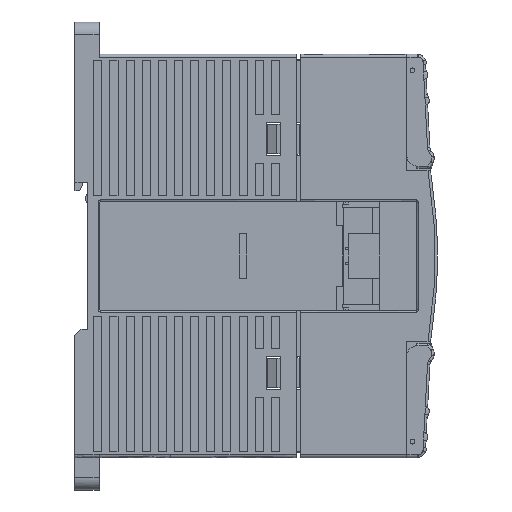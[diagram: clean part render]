
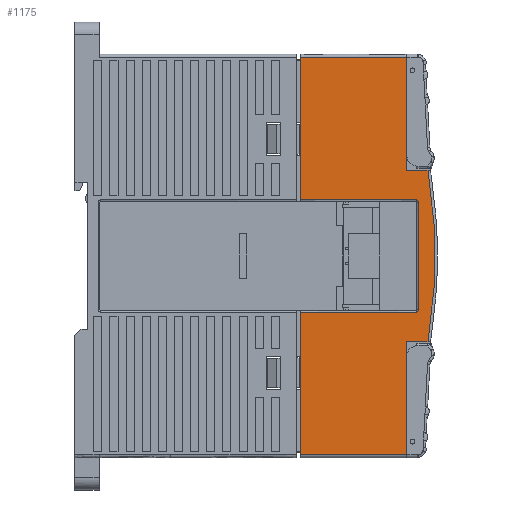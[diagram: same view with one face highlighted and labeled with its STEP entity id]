
A CAD part, left-side view. The second image highlights one B-rep face of the part: STEP entity #1175.
In plain terms, the highlighted planar face has unit normal (-1, 0, 0).
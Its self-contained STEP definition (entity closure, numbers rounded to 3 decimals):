
#1175=ADVANCED_FACE('',(#3102),#29510,.T.);
#3102=FACE_OUTER_BOUND('',#4963,.T.);
#4963=EDGE_LOOP('',(#12254,#12255,#12256,#12257,#12258,#12259,#12260,#12261,
#12262,#12263,#12264,#12265,#12266,#12267));
#12254=ORIENTED_EDGE('',*,*,#18637,.F.);
#12255=ORIENTED_EDGE('',*,*,#18632,.F.);
#12256=ORIENTED_EDGE('',*,*,#18628,.F.);
#12257=ORIENTED_EDGE('',*,*,#18639,.F.);
#12258=ORIENTED_EDGE('',*,*,#18644,.T.);
#12259=ORIENTED_EDGE('',*,*,#19059,.T.);
#12260=ORIENTED_EDGE('',*,*,#18645,.T.);
#12261=ORIENTED_EDGE('',*,*,#19369,.T.);
#12262=ORIENTED_EDGE('',*,*,#18646,.T.);
#12263=ORIENTED_EDGE('',*,*,#19489,.T.);
#12264=ORIENTED_EDGE('',*,*,#18647,.T.);
#12265=ORIENTED_EDGE('',*,*,#18648,.T.);
#12266=ORIENTED_EDGE('',*,*,#18649,.T.);
#12267=ORIENTED_EDGE('',*,*,#18640,.F.);
#18628=EDGE_CURVE('',#27257,#27258,#20416,.T.);
#18632=EDGE_CURVE('',#27258,#27260,#20420,.T.);
#18637=EDGE_CURVE('',#27260,#27262,#20425,.T.);
#18639=EDGE_CURVE('',#27263,#27257,#20427,.T.);
#18640=EDGE_CURVE('',#27262,#27264,#20428,.T.);
#18644=EDGE_CURVE('',#27263,#27265,#23825,.T.);
#18645=EDGE_CURVE('',#27266,#27267,#20432,.T.);
#18646=EDGE_CURVE('',#27268,#27269,#20433,.T.);
#18647=EDGE_CURVE('',#27270,#27271,#20434,.T.);
#18648=EDGE_CURVE('',#27271,#27272,#20435,.T.);
#18649=EDGE_CURVE('',#27272,#27264,#23826,.T.);
#19059=EDGE_CURVE('',#27265,#27266,#20503,.T.);
#19369=EDGE_CURVE('',#27267,#27268,#24432,.T.);
#19489=EDGE_CURVE('',#27269,#27270,#24537,.T.);
#20416=(
BOUNDED_CURVE()
B_SPLINE_CURVE(3,(#60151,#60152,#60153,#60154,#60155),.UNSPECIFIED.,.F.,
 .F.)
B_SPLINE_CURVE_WITH_KNOTS((4,1,4),(0.,0.47,
0.942),.UNSPECIFIED.)
CURVE()
GEOMETRIC_REPRESENTATION_ITEM()
RATIONAL_B_SPLINE_CURVE((1.,1.,1.,1.,1.))
REPRESENTATION_ITEM('')
);
#20420=(
BOUNDED_CURVE()
B_SPLINE_CURVE(3,(#60167,#60168,#60169,#60170),.UNSPECIFIED.,.F.,.F.)
B_SPLINE_CURVE_WITH_KNOTS((4,4),(0.,26.6),
 .UNSPECIFIED.)
CURVE()
GEOMETRIC_REPRESENTATION_ITEM()
RATIONAL_B_SPLINE_CURVE((1.,1.,1.,1.))
REPRESENTATION_ITEM('')
);
#20425=(
BOUNDED_CURVE()
B_SPLINE_CURVE(3,(#60186,#60187,#60188,#60189,#60190),.UNSPECIFIED.,.F.,
 .F.)
B_SPLINE_CURVE_WITH_KNOTS((4,1,4),(-0.942,-0.47,
0.),.UNSPECIFIED.)
CURVE()
GEOMETRIC_REPRESENTATION_ITEM()
RATIONAL_B_SPLINE_CURVE((1.,1.,1.,1.,1.))
REPRESENTATION_ITEM('')
);
#20427=(
BOUNDED_CURVE()
B_SPLINE_CURVE(3,(#60194,#60195,#60196,#60197),.UNSPECIFIED.,.F.,.F.)
B_SPLINE_CURVE_WITH_KNOTS((4,4),(-28.78,0.),
 .UNSPECIFIED.)
CURVE()
GEOMETRIC_REPRESENTATION_ITEM()
RATIONAL_B_SPLINE_CURVE((1.,1.,1.,1.))
REPRESENTATION_ITEM('')
);
#20428=(
BOUNDED_CURVE()
B_SPLINE_CURVE(3,(#60198,#60199,#60200,#60201),.UNSPECIFIED.,.F.,.F.)
B_SPLINE_CURVE_WITH_KNOTS((4,4),(0.,28.78),
 .UNSPECIFIED.)
CURVE()
GEOMETRIC_REPRESENTATION_ITEM()
RATIONAL_B_SPLINE_CURVE((1.,1.,1.,1.))
REPRESENTATION_ITEM('')
);
#20432=(
BOUNDED_CURVE()
B_SPLINE_CURVE(3,(#60215,#60216,#60217,#60218),.UNSPECIFIED.,.F.,.F.)
B_SPLINE_CURVE_WITH_KNOTS((4,4),(-28.03,0.),.UNSPECIFIED.)
CURVE()
GEOMETRIC_REPRESENTATION_ITEM()
RATIONAL_B_SPLINE_CURVE((1.,1.,1.,1.))
REPRESENTATION_ITEM('')
);
#20433=(
BOUNDED_CURVE()
B_SPLINE_CURVE(3,(#60219,#60220,#60221,#60222,#60223,#60224,#60225),
 .UNSPECIFIED.,.F.,.F.)
B_SPLINE_CURVE_WITH_KNOTS((4,3,4),(-48.387,-27.068,
-5.748),.UNSPECIFIED.)
CURVE()
GEOMETRIC_REPRESENTATION_ITEM()
RATIONAL_B_SPLINE_CURVE((1.,1.,1.,1.,1.,1.,1.))
REPRESENTATION_ITEM('')
);
#20434=(
BOUNDED_CURVE()
B_SPLINE_CURVE(3,(#60226,#60227,#60228,#60229),.UNSPECIFIED.,.F.,.F.)
B_SPLINE_CURVE_WITH_KNOTS((4,4),(-207.312,-179.283),
 .UNSPECIFIED.)
CURVE()
GEOMETRIC_REPRESENTATION_ITEM()
RATIONAL_B_SPLINE_CURVE((1.,1.,1.,1.))
REPRESENTATION_ITEM('')
);
#20435=(
BOUNDED_CURVE()
B_SPLINE_CURVE(3,(#60230,#60231,#60232,#60233,#60234,#60235,#60236),
 .UNSPECIFIED.,.F.,.F.)
B_SPLINE_CURVE_WITH_KNOTS((4,3,4),(-179.283,-153.696,
-152.906),.UNSPECIFIED.)
CURVE()
GEOMETRIC_REPRESENTATION_ITEM()
RATIONAL_B_SPLINE_CURVE((1.,1.,1.,1.,1.,1.,1.))
REPRESENTATION_ITEM('')
);
#20503=(
BOUNDED_CURVE()
B_SPLINE_CURVE(1,(#61297,#61298),.UNSPECIFIED.,.F.,.F.)
B_SPLINE_CURVE_WITH_KNOTS((2,2),(-29.014,-2.638),
 .UNSPECIFIED.)
CURVE()
GEOMETRIC_REPRESENTATION_ITEM()
RATIONAL_B_SPLINE_CURVE((1.,1.))
REPRESENTATION_ITEM('')
);
#23825=B_SPLINE_CURVE_WITH_KNOTS('',1,(#60213,#60214),.UNSPECIFIED.,.F.,
 .F.,(2,2),(-35.35,0.),.UNSPECIFIED.);
#23826=B_SPLINE_CURVE_WITH_KNOTS('',1,(#60237,#60238),.UNSPECIFIED.,.F.,
 .F.,(2,2),(-98.5,-63.15),.UNSPECIFIED.);
#24432=B_SPLINE_CURVE_WITH_KNOTS('',1,(#62226,#62227),.UNSPECIFIED.,.F.,
 .F.,(2,2),(-5.356,-0.005),.UNSPECIFIED.);
#24537=B_SPLINE_CURVE_WITH_KNOTS('',1,(#62550,#62551),.UNSPECIFIED.,.F.,
 .F.,(2,2),(0.918,6.27),.UNSPECIFIED.);
#27257=VERTEX_POINT('',#59129);
#27258=VERTEX_POINT('',#59130);
#27260=VERTEX_POINT('',#59132);
#27262=VERTEX_POINT('',#59134);
#27263=VERTEX_POINT('',#59135);
#27264=VERTEX_POINT('',#59136);
#27265=VERTEX_POINT('',#59137);
#27266=VERTEX_POINT('',#59138);
#27267=VERTEX_POINT('',#59139);
#27268=VERTEX_POINT('',#59140);
#27269=VERTEX_POINT('',#59141);
#27270=VERTEX_POINT('',#59142);
#27271=VERTEX_POINT('',#59143);
#27272=VERTEX_POINT('',#59144);
#29510=PLANE('',#30788);
#30788=AXIS2_PLACEMENT_3D('',#56263,#32050,$);
#32050=DIRECTION('',(-1.,0.,0.));
#56263=CARTESIAN_POINT('',(-35.383,-37.242,-51.41));
#59129=CARTESIAN_POINT('',(-35.383,-32.183,-16.059));
#59130=CARTESIAN_POINT('',(-35.383,-32.783,-15.459));
#59132=CARTESIAN_POINT('',(-35.383,-32.783,11.141));
#59134=CARTESIAN_POINT('',(-35.383,-32.183,11.741));
#59135=CARTESIAN_POINT('',(-35.383,-3.403,-16.059));
#59136=CARTESIAN_POINT('',(-35.383,-3.403,11.741));
#59137=CARTESIAN_POINT('',(-35.383,-3.403,-51.41));
#59138=CARTESIAN_POINT('',(-35.383,-29.779,-51.41));
#59139=CARTESIAN_POINT('',(-35.383,-29.779,-23.38));
#59140=CARTESIAN_POINT('',(-35.383,-35.13,-23.38));
#59141=CARTESIAN_POINT('',(-35.383,-35.13,19.061));
#59142=CARTESIAN_POINT('',(-35.383,-29.779,19.061));
#59143=CARTESIAN_POINT('',(-35.383,-29.779,47.09));
#59144=CARTESIAN_POINT('',(-35.383,-3.403,47.09));
#60151=CARTESIAN_POINT('',(-35.383,-32.183,-16.059));
#60152=CARTESIAN_POINT('',(-35.383,-32.339,-16.06));
#60153=CARTESIAN_POINT('',(-35.383,-32.652,-15.93));
#60154=CARTESIAN_POINT('',(-35.383,-32.784,-15.617));
#60155=CARTESIAN_POINT('',(-35.383,-32.783,-15.459));
#60167=CARTESIAN_POINT('',(-35.383,-32.783,-15.459));
#60168=CARTESIAN_POINT('',(-35.383,-32.783,-6.593));
#60169=CARTESIAN_POINT('',(-35.383,-32.783,2.274));
#60170=CARTESIAN_POINT('',(-35.383,-32.783,11.141));
#60186=CARTESIAN_POINT('',(-35.383,-32.783,11.141));
#60187=CARTESIAN_POINT('',(-35.383,-32.784,11.298));
#60188=CARTESIAN_POINT('',(-35.383,-32.652,11.611));
#60189=CARTESIAN_POINT('',(-35.383,-32.339,11.742));
#60190=CARTESIAN_POINT('',(-35.383,-32.183,11.741));
#60194=CARTESIAN_POINT('',(-35.383,-3.403,-16.059));
#60195=CARTESIAN_POINT('',(-35.383,-12.996,-16.059));
#60196=CARTESIAN_POINT('',(-35.383,-22.589,-16.059));
#60197=CARTESIAN_POINT('',(-35.383,-32.183,-16.059));
#60198=CARTESIAN_POINT('',(-35.383,-32.183,11.741));
#60199=CARTESIAN_POINT('',(-35.383,-22.589,11.741));
#60200=CARTESIAN_POINT('',(-35.383,-12.996,11.741));
#60201=CARTESIAN_POINT('',(-35.383,-3.403,11.741));
#60213=CARTESIAN_POINT('',(-35.383,-3.403,-16.059));
#60214=CARTESIAN_POINT('',(-35.383,-3.403,-51.41));
#60215=CARTESIAN_POINT('',(-35.383,-29.779,-51.41));
#60216=CARTESIAN_POINT('',(-35.383,-29.779,-42.066));
#60217=CARTESIAN_POINT('',(-35.383,-29.779,-32.723));
#60218=CARTESIAN_POINT('',(-35.383,-29.779,-23.38));
#60219=CARTESIAN_POINT('',(-35.383,-35.13,-23.38));
#60220=CARTESIAN_POINT('',(-35.383,-36.313,-16.372));
#60221=CARTESIAN_POINT('',(-35.383,-36.909,-9.266));
#60222=CARTESIAN_POINT('',(-35.383,-36.909,-2.159));
#60223=CARTESIAN_POINT('',(-35.383,-36.909,4.947));
#60224=CARTESIAN_POINT('',(-35.383,-36.313,12.053));
#60225=CARTESIAN_POINT('',(-35.383,-35.13,19.061));
#60226=CARTESIAN_POINT('',(-35.383,-29.779,19.061));
#60227=CARTESIAN_POINT('',(-35.383,-29.779,28.404));
#60228=CARTESIAN_POINT('',(-35.383,-29.779,37.747));
#60229=CARTESIAN_POINT('',(-35.383,-29.779,47.09));
#60230=CARTESIAN_POINT('',(-35.383,-29.779,47.09));
#60231=CARTESIAN_POINT('',(-35.383,-21.25,47.09));
#60232=CARTESIAN_POINT('',(-35.383,-12.721,47.09));
#60233=CARTESIAN_POINT('',(-35.383,-4.193,47.09));
#60234=CARTESIAN_POINT('',(-35.383,-3.929,47.09));
#60235=CARTESIAN_POINT('',(-35.383,-3.666,47.09));
#60236=CARTESIAN_POINT('',(-35.383,-3.403,47.09));
#60237=CARTESIAN_POINT('',(-35.383,-3.403,47.09));
#60238=CARTESIAN_POINT('',(-35.383,-3.403,11.741));
#61297=CARTESIAN_POINT('',(-35.383,-3.403,-51.41));
#61298=CARTESIAN_POINT('',(-35.383,-29.779,-51.41));
#62226=CARTESIAN_POINT('',(-35.383,-29.779,-23.38));
#62227=CARTESIAN_POINT('',(-35.383,-35.13,-23.38));
#62550=CARTESIAN_POINT('',(-35.383,-35.13,19.061));
#62551=CARTESIAN_POINT('',(-35.383,-29.779,19.061));
